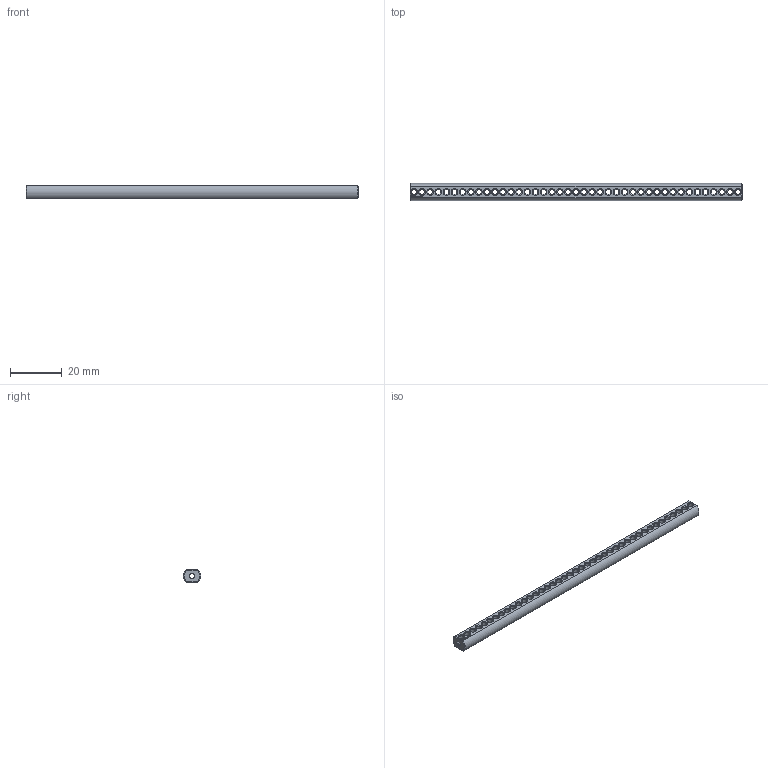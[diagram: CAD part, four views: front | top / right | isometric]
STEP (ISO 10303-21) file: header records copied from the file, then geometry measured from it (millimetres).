
FILE_DESCRIPTION(('FreeCAD Model'),'2;1');
FILE_NAME('Open CASCADE Shape Model','2024-06-18T13:13:10',(''),(''), 'Open CASCADE STEP processor 7.6','FreeCAD','Unknown');
FILE_SCHEMA(('AUTOMOTIVE_DESIGN { 1 0 10303 214 1 1 1 1 }'));
Length unit declared in the file: millimetre
Products named in the file (1): Shaft IDX BU10.25 - SPN-SFT-0161 (stemfie.org)
Bounding box: 128.12 x 6.6 x 5 mm (x, y, z)
Volume: 2923.6 mm3; surface area: 3702.7 mm2
Topology: 1 solids, 1 shells, 674 faces, 2012 edges, 1284 vertices
Faces by surface type: plane 318, extrusion 144, cylinder 126, cone 86
Full cylindrical faces by diameter (mm): 2 x124
Entity records: 23100 total; most frequent: CARTESIAN_POINT 4835, ORIENTED_EDGE 4024, DIRECTION 3448, EDGE_CURVE 2012, VECTOR 1350, VERTEX_POINT 1284, LINE 1206, AXIS2_PLACEMENT_3D 1049
